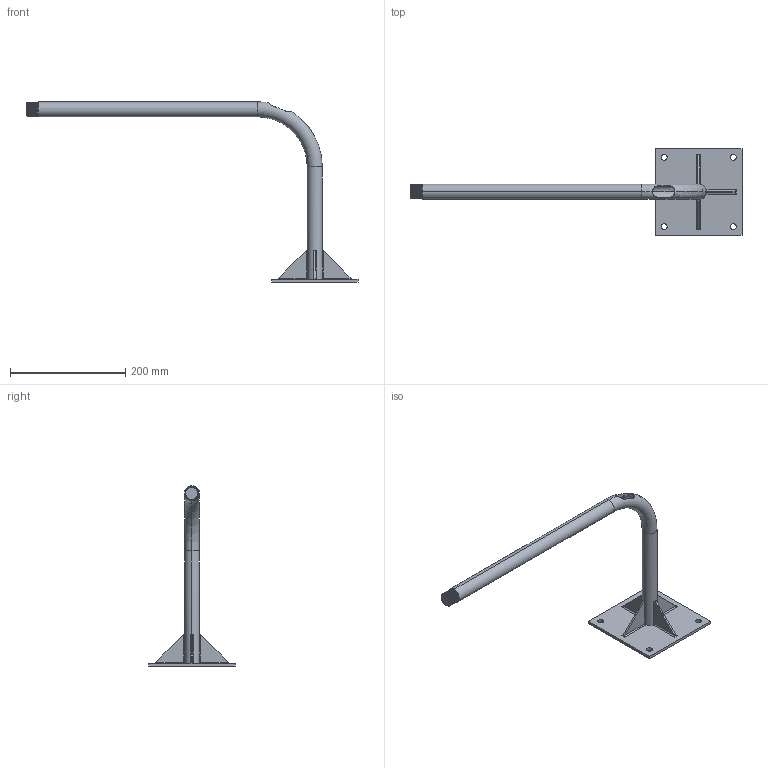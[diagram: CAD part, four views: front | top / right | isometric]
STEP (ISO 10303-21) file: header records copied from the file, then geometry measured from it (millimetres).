
FILE_DESCRIPTION (( 'STEP AP214' ), '1' );
FILE_NAME ('Êðîíøòåéí 500.STEP', '2018-10-04T06:48:06', ( '' ), ( '' ), 'SwSTEP 2.0', 'SolidWorks 2017', '' );
FILE_SCHEMA (( 'AUTOMOTIVE_DESIGN' ));
Length unit declared in the file: millimetre
Products named in the file (1): ﾊ煇鳫 500
Bounding box: 576 x 150 x 313 mm (x, y, z)
Volume: 290827 mm3; surface area: 164936.1 mm2
Topology: 1 solids, 1 shells, 105 faces, 289 edges, 187 vertices
Faces by surface type: cylinder 57, plane 35, bspline 9, torus 4
Entity records: 6677 total; most frequent: CARTESIAN_POINT 4165, ORIENTED_EDGE 578, DIRECTION 462, EDGE_CURVE 289, VERTEX_POINT 187, AXIS2_PLACEMENT_3D 168, VECTOR 126, LINE 126
